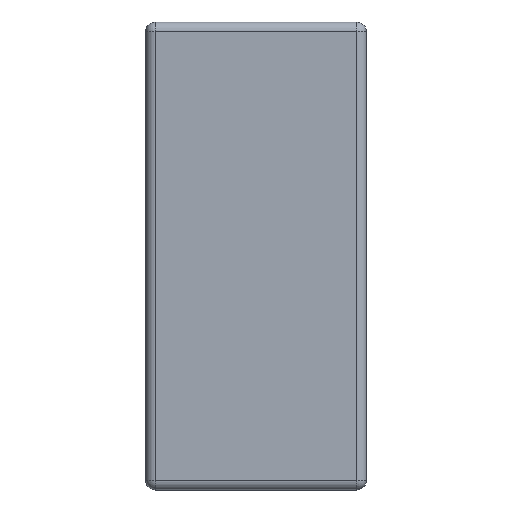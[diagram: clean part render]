
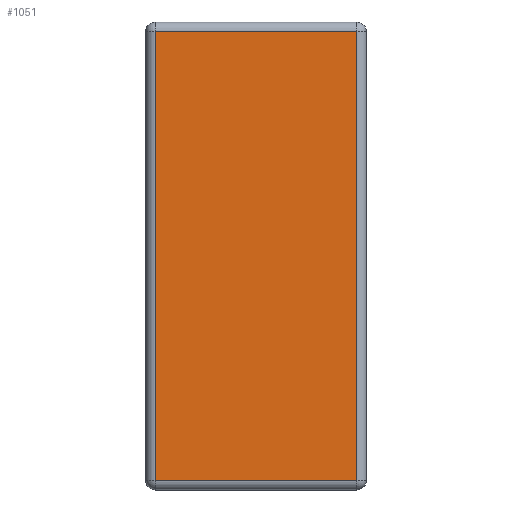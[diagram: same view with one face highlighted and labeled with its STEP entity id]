
A CAD part, left-side view. The second image highlights one B-rep face of the part: STEP entity #1051.
In plain terms, the highlighted planar face has unit normal (-1, 0, 0).
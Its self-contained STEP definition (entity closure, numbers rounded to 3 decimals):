
#26 = VERTEX_POINT ( 'NONE', #3643 ) ;
#33 = ORIENTED_EDGE ( 'NONE', *, *, #2035, .T. ) ;
#248 = VECTOR ( 'NONE', #968, 1000. ) ;
#438 = CARTESIAN_POINT ( 'NONE',  ( 0., 0., -3.427 ) ) ;
#968 = DIRECTION ( 'NONE',  ( 0., 0., -1. ) ) ;
#1051 = ADVANCED_FACE ( 'NONE', ( #4443 ), #3623, .T. ) ;
#1358 = EDGE_CURVE ( 'NONE', #2011, #3289, #4074, .T. ) ;
#1485 = DIRECTION ( 'NONE',  ( 0., 0., 1. ) ) ;
#1498 = EDGE_CURVE ( 'NONE', #3289, #2306, #3046, .T. ) ;
#1514 = VECTOR ( 'NONE', #2509, 1000. ) ;
#1655 = CARTESIAN_POINT ( 'NONE',  ( 0., 0.073, -0.073 ) ) ;
#1791 = LINE ( 'NONE', #4615, #248 ) ;
#1796 = CARTESIAN_POINT ( 'NONE',  ( 0., 0., 0. ) ) ;
#1804 = CARTESIAN_POINT ( 'NONE',  ( 0., 1.65, -0.073 ) ) ;
#2011 = VERTEX_POINT ( 'NONE', #3265 ) ;
#2020 = DIRECTION ( 'NONE',  ( 0., 0., 1. ) ) ;
#2035 = EDGE_CURVE ( 'NONE', #26, #2011, #2421, .T. ) ;
#2306 = VERTEX_POINT ( 'NONE', #4269 ) ;
#2358 = CARTESIAN_POINT ( 'NONE',  ( 0., 0.073, 0. ) ) ;
#2421 = LINE ( 'NONE', #438, #4244 ) ;
#2509 = DIRECTION ( 'NONE',  ( 0., 1., 0. ) ) ;
#2635 = EDGE_LOOP ( 'NONE', ( #33, #4579, #3563, #4215 ) ) ;
#2946 = DIRECTION ( 'NONE',  ( 0., -1., 0. ) ) ;
#3046 = LINE ( 'NONE', #1804, #1514 ) ;
#3265 = CARTESIAN_POINT ( 'NONE',  ( 0., 0.073, -3.427 ) ) ;
#3289 = VERTEX_POINT ( 'NONE', #1655 ) ;
#3299 = DIRECTION ( 'NONE',  ( -1., 0., 0. ) ) ;
#3563 = ORIENTED_EDGE ( 'NONE', *, *, #1498, .T. ) ;
#3623 = PLANE ( 'NONE',  #4100 ) ;
#3643 = CARTESIAN_POINT ( 'NONE',  ( 0., 1.577, -3.427 ) ) ;
#3837 = EDGE_CURVE ( 'NONE', #2306, #26, #1791, .T. ) ;
#4074 = LINE ( 'NONE', #2358, #4191 ) ;
#4100 = AXIS2_PLACEMENT_3D ( 'NONE', #1796, #3299, #1485 ) ;
#4191 = VECTOR ( 'NONE', #2020, 1000. ) ;
#4215 = ORIENTED_EDGE ( 'NONE', *, *, #3837, .T. ) ;
#4244 = VECTOR ( 'NONE', #2946, 1000. ) ;
#4269 = CARTESIAN_POINT ( 'NONE',  ( 0., 1.577, -0.073 ) ) ;
#4443 = FACE_OUTER_BOUND ( 'NONE', #2635, .T. ) ;
#4579 = ORIENTED_EDGE ( 'NONE', *, *, #1358, .T. ) ;
#4615 = CARTESIAN_POINT ( 'NONE',  ( 0., 1.577, -3.5 ) ) ;
